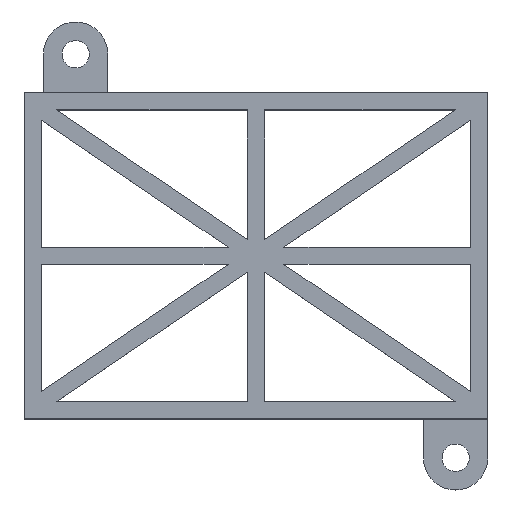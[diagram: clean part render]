
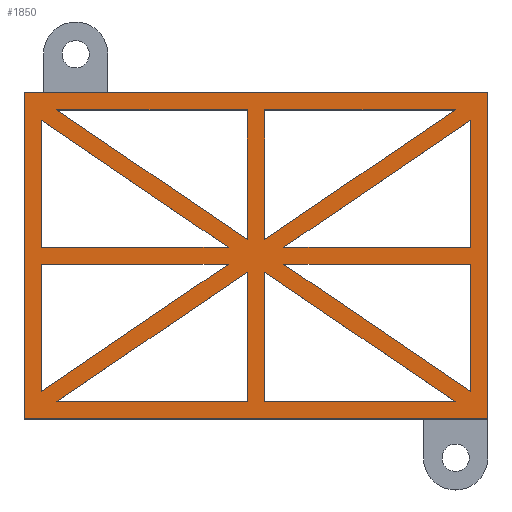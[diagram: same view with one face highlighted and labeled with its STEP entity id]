
A CAD part, top view. The second image highlights one B-rep face of the part: STEP entity #1850.
In plain terms, the highlighted planar face has unit normal (0, 0, 1).
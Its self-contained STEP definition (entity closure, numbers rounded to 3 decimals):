
#22=CIRCLE('',#1945,1.);
#38=FACE_BOUND('',#189,.T.);
#39=FACE_BOUND('',#190,.T.);
#40=FACE_BOUND('',#191,.T.);
#41=FACE_BOUND('',#192,.T.);
#42=FACE_BOUND('',#193,.T.);
#43=FACE_BOUND('',#194,.T.);
#44=FACE_BOUND('',#195,.T.);
#45=FACE_BOUND('',#196,.T.);
#103=FACE_OUTER_BOUND('',#188,.T.);
#188=EDGE_LOOP('',(#1511,#1512,#1513,#1514,#1515,#1516,#1517));
#189=EDGE_LOOP('',(#1518,#1519,#1520));
#190=EDGE_LOOP('',(#1521,#1522,#1523));
#191=EDGE_LOOP('',(#1524,#1525,#1526));
#192=EDGE_LOOP('',(#1527,#1528,#1529));
#193=EDGE_LOOP('',(#1530,#1531,#1532));
#194=EDGE_LOOP('',(#1533,#1534,#1535));
#195=EDGE_LOOP('',(#1536,#1537,#1538));
#196=EDGE_LOOP('',(#1539,#1540,#1541));
#246=LINE('',#2431,#503);
#309=LINE('',#2560,#566);
#320=LINE('',#2580,#577);
#325=LINE('',#2589,#582);
#396=LINE('',#2730,#653);
#403=LINE('',#2741,#660);
#433=LINE('',#2787,#690);
#436=LINE('',#2792,#693);
#442=LINE('',#2803,#699);
#446=LINE('',#2811,#703);
#447=LINE('',#2813,#704);
#448=LINE('',#2815,#705);
#449=LINE('',#2817,#706);
#450=LINE('',#2820,#707);
#451=LINE('',#2821,#708);
#452=LINE('',#2824,#709);
#453=LINE('',#2826,#710);
#454=LINE('',#2827,#711);
#455=LINE('',#2829,#712);
#456=LINE('',#2830,#713);
#457=LINE('',#2832,#714);
#458=LINE('',#2833,#715);
#459=LINE('',#2835,#716);
#460=LINE('',#2836,#717);
#461=LINE('',#2838,#718);
#462=LINE('',#2839,#719);
#463=LINE('',#2841,#720);
#464=LINE('',#2842,#721);
#465=LINE('',#2844,#722);
#466=LINE('',#2845,#723);
#503=VECTOR('',#1994,10.);
#566=VECTOR('',#2093,10.);
#577=VECTOR('',#2106,10.);
#582=VECTOR('',#2111,10.);
#653=VECTOR('',#2222,10.);
#660=VECTOR('',#2229,10.);
#690=VECTOR('',#2263,10.);
#693=VECTOR('',#2266,10.);
#699=VECTOR('',#2274,10.);
#703=VECTOR('',#2280,10.);
#704=VECTOR('',#2281,10.);
#705=VECTOR('',#2282,10.);
#706=VECTOR('',#2283,10.);
#707=VECTOR('',#2286,10.);
#708=VECTOR('',#2287,10.);
#709=VECTOR('',#2288,10.);
#710=VECTOR('',#2289,10.);
#711=VECTOR('',#2290,10.);
#712=VECTOR('',#2291,10.);
#713=VECTOR('',#2292,10.);
#714=VECTOR('',#2293,10.);
#715=VECTOR('',#2294,10.);
#716=VECTOR('',#2295,10.);
#717=VECTOR('',#2296,10.);
#718=VECTOR('',#2297,10.);
#719=VECTOR('',#2298,10.);
#720=VECTOR('',#2299,10.);
#721=VECTOR('',#2300,10.);
#722=VECTOR('',#2301,10.);
#723=VECTOR('',#2302,10.);
#760=VERTEX_POINT('',#2429);
#761=VERTEX_POINT('',#2430);
#808=VERTEX_POINT('',#2558);
#809=VERTEX_POINT('',#2559);
#816=VERTEX_POINT('',#2577);
#817=VERTEX_POINT('',#2579);
#820=VERTEX_POINT('',#2586);
#821=VERTEX_POINT('',#2588);
#870=VERTEX_POINT('',#2727);
#871=VERTEX_POINT('',#2729);
#874=VERTEX_POINT('',#2738);
#875=VERTEX_POINT('',#2740);
#888=VERTEX_POINT('',#2784);
#889=VERTEX_POINT('',#2786);
#890=VERTEX_POINT('',#2789);
#891=VERTEX_POINT('',#2791);
#895=VERTEX_POINT('',#2802);
#898=VERTEX_POINT('',#2810);
#899=VERTEX_POINT('',#2812);
#900=VERTEX_POINT('',#2814);
#901=VERTEX_POINT('',#2816);
#902=VERTEX_POINT('',#2819);
#903=VERTEX_POINT('',#2822);
#904=VERTEX_POINT('',#2823);
#905=VERTEX_POINT('',#2825);
#906=VERTEX_POINT('',#2828);
#907=VERTEX_POINT('',#2831);
#908=VERTEX_POINT('',#2834);
#909=VERTEX_POINT('',#2837);
#910=VERTEX_POINT('',#2840);
#911=VERTEX_POINT('',#2843);
#932=EDGE_CURVE('',#760,#761,#246,.T.);
#995=EDGE_CURVE('',#808,#809,#309,.T.);
#1006=EDGE_CURVE('',#817,#816,#320,.T.);
#1011=EDGE_CURVE('',#821,#820,#325,.T.);
#1082=EDGE_CURVE('',#871,#870,#396,.T.);
#1089=EDGE_CURVE('',#875,#874,#403,.T.);
#1119=EDGE_CURVE('',#889,#888,#433,.T.);
#1122=EDGE_CURVE('',#891,#890,#436,.T.);
#1128=EDGE_CURVE('',#895,#760,#442,.T.);
#1132=EDGE_CURVE('',#761,#898,#446,.T.);
#1133=EDGE_CURVE('',#898,#899,#447,.T.);
#1134=EDGE_CURVE('',#899,#900,#448,.T.);
#1135=EDGE_CURVE('',#900,#901,#449,.T.);
#1136=EDGE_CURVE('',#901,#895,#22,.T.);
#1137=EDGE_CURVE('',#874,#902,#450,.T.);
#1138=EDGE_CURVE('',#875,#902,#451,.T.);
#1139=EDGE_CURVE('',#903,#904,#452,.T.);
#1140=EDGE_CURVE('',#904,#905,#453,.T.);
#1141=EDGE_CURVE('',#905,#903,#454,.T.);
#1142=EDGE_CURVE('',#809,#906,#455,.T.);
#1143=EDGE_CURVE('',#906,#808,#456,.T.);
#1144=EDGE_CURVE('',#907,#890,#457,.T.);
#1145=EDGE_CURVE('',#891,#907,#458,.T.);
#1146=EDGE_CURVE('',#888,#908,#459,.T.);
#1147=EDGE_CURVE('',#889,#908,#460,.T.);
#1148=EDGE_CURVE('',#909,#870,#461,.T.);
#1149=EDGE_CURVE('',#871,#909,#462,.T.);
#1150=EDGE_CURVE('',#820,#910,#463,.T.);
#1151=EDGE_CURVE('',#910,#821,#464,.T.);
#1152=EDGE_CURVE('',#816,#911,#465,.T.);
#1153=EDGE_CURVE('',#911,#817,#466,.T.);
#1511=ORIENTED_EDGE('',*,*,#932,.T.);
#1512=ORIENTED_EDGE('',*,*,#1132,.T.);
#1513=ORIENTED_EDGE('',*,*,#1133,.T.);
#1514=ORIENTED_EDGE('',*,*,#1134,.T.);
#1515=ORIENTED_EDGE('',*,*,#1135,.T.);
#1516=ORIENTED_EDGE('',*,*,#1136,.T.);
#1517=ORIENTED_EDGE('',*,*,#1128,.T.);
#1518=ORIENTED_EDGE('',*,*,#1137,.T.);
#1519=ORIENTED_EDGE('',*,*,#1138,.F.);
#1520=ORIENTED_EDGE('',*,*,#1089,.T.);
#1521=ORIENTED_EDGE('',*,*,#1139,.T.);
#1522=ORIENTED_EDGE('',*,*,#1140,.T.);
#1523=ORIENTED_EDGE('',*,*,#1141,.T.);
#1524=ORIENTED_EDGE('',*,*,#995,.T.);
#1525=ORIENTED_EDGE('',*,*,#1142,.T.);
#1526=ORIENTED_EDGE('',*,*,#1143,.T.);
#1527=ORIENTED_EDGE('',*,*,#1144,.F.);
#1528=ORIENTED_EDGE('',*,*,#1145,.F.);
#1529=ORIENTED_EDGE('',*,*,#1122,.T.);
#1530=ORIENTED_EDGE('',*,*,#1146,.T.);
#1531=ORIENTED_EDGE('',*,*,#1147,.F.);
#1532=ORIENTED_EDGE('',*,*,#1119,.T.);
#1533=ORIENTED_EDGE('',*,*,#1082,.T.);
#1534=ORIENTED_EDGE('',*,*,#1148,.F.);
#1535=ORIENTED_EDGE('',*,*,#1149,.F.);
#1536=ORIENTED_EDGE('',*,*,#1011,.T.);
#1537=ORIENTED_EDGE('',*,*,#1150,.T.);
#1538=ORIENTED_EDGE('',*,*,#1151,.T.);
#1539=ORIENTED_EDGE('',*,*,#1152,.T.);
#1540=ORIENTED_EDGE('',*,*,#1153,.T.);
#1541=ORIENTED_EDGE('',*,*,#1006,.T.);
#1776=PLANE('',#1944);
#1850=ADVANCED_FACE('',(#103,#38,#39,#40,#41,#42,#43,#44,#45),#1776,.T.);
#1944=AXIS2_PLACEMENT_3D('',#2809,#2278,#2279);
#1945=AXIS2_PLACEMENT_3D('',#2818,#2284,#2285);
#1994=DIRECTION('',(0.,-1.,0.));
#2093=DIRECTION('',(0.,1.,0.));
#2106=DIRECTION('',(0.,-1.,0.));
#2111=DIRECTION('',(0.,-1.,0.));
#2222=DIRECTION('',(1.,0.,0.));
#2229=DIRECTION('',(1.,0.,0.));
#2263=DIRECTION('',(-1.,0.,0.));
#2266=DIRECTION('',(-1.,0.,0.));
#2274=DIRECTION('',(-1.,0.,0.));
#2278=DIRECTION('center_axis',(0.,0.,1.));
#2279=DIRECTION('ref_axis',(-1.,0.,0.));
#2280=DIRECTION('',(1.,-0.005,0.));
#2281=DIRECTION('',(1.,0.,0.));
#2282=DIRECTION('',(0.,1.,0.));
#2283=DIRECTION('',(-1.,0.,0.));
#2284=DIRECTION('center_axis',(0.,0.,1.));
#2285=DIRECTION('ref_axis',(0.,1.,0.));
#2286=DIRECTION('',(-0.827,-0.562,0.));
#2287=DIRECTION('',(0.,-1.,0.));
#2288=DIRECTION('',(0.,1.,0.));
#2289=DIRECTION('',(0.827,-0.562,0.));
#2290=DIRECTION('',(-1.,0.,0.));
#2291=DIRECTION('',(1.,0.,0.));
#2292=DIRECTION('',(-0.827,-0.562,0.));
#2293=DIRECTION('',(0.,-1.,0.));
#2294=DIRECTION('',(-0.827,0.562,0.));
#2295=DIRECTION('',(0.827,0.562,0.));
#2296=DIRECTION('',(0.,1.,0.));
#2297=DIRECTION('',(0.,1.,0.));
#2298=DIRECTION('',(0.827,-0.562,0.));
#2299=DIRECTION('',(-1.,0.,0.));
#2300=DIRECTION('',(0.827,0.562,0.));
#2301=DIRECTION('',(-0.827,0.562,0.));
#2302=DIRECTION('',(1.,0.,0.));
#2429=CARTESIAN_POINT('',(0.,36.,14.));
#2430=CARTESIAN_POINT('',(0.,-1.993,14.));
#2431=CARTESIAN_POINT('',(0.,36.,14.));
#2558=CARTESIAN_POINT('',(2.,1.209,14.));
#2559=CARTESIAN_POINT('',(2.,16.,14.));
#2560=CARTESIAN_POINT('',(2.,34.,14.));
#2577=CARTESIAN_POINT('',(52.,1.209,14.));
#2579=CARTESIAN_POINT('',(52.,16.,14.));
#2580=CARTESIAN_POINT('',(52.,16.5,14.));
#2586=CARTESIAN_POINT('',(52.,18.,14.));
#2588=CARTESIAN_POINT('',(52.,32.791,14.));
#2589=CARTESIAN_POINT('',(52.,24.896,14.));
#2727=CARTESIAN_POINT('',(26.,34.,14.));
#2729=CARTESIAN_POINT('',(3.778,34.,14.));
#2730=CARTESIAN_POINT('',(0.,34.,14.));
#2738=CARTESIAN_POINT('',(50.222,34.,14.));
#2740=CARTESIAN_POINT('',(28.,34.,14.));
#2741=CARTESIAN_POINT('',(0.,34.,14.));
#2784=CARTESIAN_POINT('',(3.778,0.,14.));
#2786=CARTESIAN_POINT('',(26.,0.,14.));
#2787=CARTESIAN_POINT('',(52.,0.,14.));
#2789=CARTESIAN_POINT('',(28.,0.,14.));
#2791=CARTESIAN_POINT('',(50.222,0.,14.));
#2792=CARTESIAN_POINT('',(52.,0.,14.));
#2802=CARTESIAN_POINT('',(27.569,36.,14.));
#2803=CARTESIAN_POINT('',(27.569,36.,14.));
#2809=CARTESIAN_POINT('Origin',(27.,17.001,14.));
#2810=CARTESIAN_POINT('',(1.,-1.998,14.));
#2811=CARTESIAN_POINT('',(0.,-1.993,14.));
#2812=CARTESIAN_POINT('',(54.,-1.998,14.));
#2813=CARTESIAN_POINT('',(1.,-1.998,14.));
#2814=CARTESIAN_POINT('',(54.,36.,14.));
#2815=CARTESIAN_POINT('',(54.,37.002,14.));
#2816=CARTESIAN_POINT('',(27.569,36.,14.));
#2817=CARTESIAN_POINT('',(54.,36.,14.));
#2818=CARTESIAN_POINT('Origin',(27.569,35.,14.));
#2819=CARTESIAN_POINT('',(28.,18.889,14.));
#2820=CARTESIAN_POINT('',(50.222,34.,14.));
#2821=CARTESIAN_POINT('',(28.,34.,14.));
#2822=CARTESIAN_POINT('',(2.,18.,14.));
#2823=CARTESIAN_POINT('',(2.,32.791,14.));
#2824=CARTESIAN_POINT('',(2.,34.,14.));
#2825=CARTESIAN_POINT('',(23.751,18.,14.));
#2826=CARTESIAN_POINT('',(23.751,18.,14.));
#2827=CARTESIAN_POINT('',(16.036,18.,14.));
#2828=CARTESIAN_POINT('',(23.751,16.,14.));
#2829=CARTESIAN_POINT('',(2.,16.,14.));
#2830=CARTESIAN_POINT('',(23.751,16.,14.));
#2831=CARTESIAN_POINT('',(28.,15.111,14.));
#2832=CARTESIAN_POINT('',(28.,15.111,14.));
#2833=CARTESIAN_POINT('',(50.222,0.,14.));
#2834=CARTESIAN_POINT('',(26.,15.111,14.));
#2835=CARTESIAN_POINT('',(3.778,0.,14.));
#2836=CARTESIAN_POINT('',(26.,0.,14.));
#2837=CARTESIAN_POINT('',(26.,18.889,14.));
#2838=CARTESIAN_POINT('',(26.,18.889,14.));
#2839=CARTESIAN_POINT('',(3.778,34.,14.));
#2840=CARTESIAN_POINT('',(30.249,18.,14.));
#2841=CARTESIAN_POINT('',(39.5,18.,14.));
#2842=CARTESIAN_POINT('',(28.906,17.087,14.));
#2843=CARTESIAN_POINT('',(30.249,16.,14.));
#2844=CARTESIAN_POINT('',(39.781,9.518,14.));
#2845=CARTESIAN_POINT('',(28.624,16.,14.));
